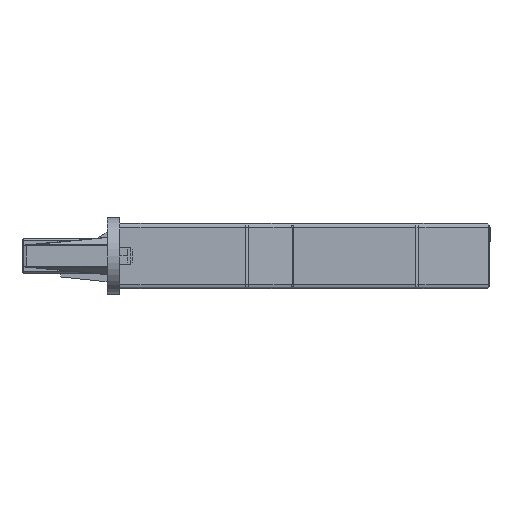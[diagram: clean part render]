
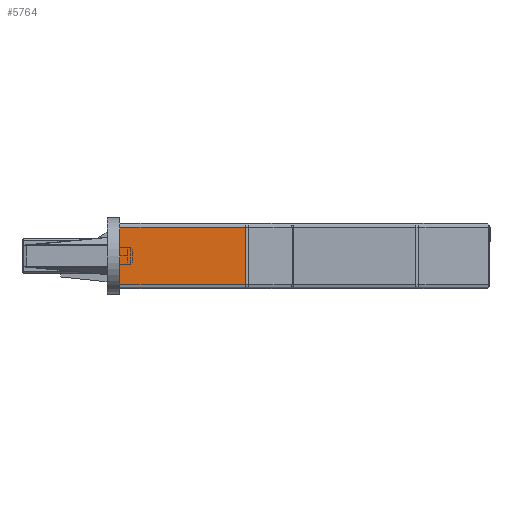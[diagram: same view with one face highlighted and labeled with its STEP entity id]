
A CAD part, front view. The second image highlights one B-rep face of the part: STEP entity #5764.
In plain terms, the highlighted planar face has unit normal (0, -1, 0).
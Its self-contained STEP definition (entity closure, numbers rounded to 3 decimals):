
#324 = VECTOR ( 'NONE', #11754, 1000. ) ;
#435 = LINE ( 'NONE', #12744, #5735 ) ;
#813 = VERTEX_POINT ( 'NONE', #9759 ) ;
#915 = VECTOR ( 'NONE', #15233, 1000. ) ;
#3109 = VECTOR ( 'NONE', #3509, 1000. ) ;
#3509 = DIRECTION ( 'NONE',  ( -1., 0., 0. ) ) ;
#4412 = EDGE_CURVE ( 'NONE', #13093, #4608, #10160, .T. ) ;
#4608 = VERTEX_POINT ( 'NONE', #11249 ) ;
#4758 = LINE ( 'NONE', #16823, #324 ) ;
#5735 = VECTOR ( 'NONE', #9361, 1000. ) ;
#5764 = ADVANCED_FACE ( 'NONE', ( #11105 ), #18207, .F. ) ;
#5765 = ORIENTED_EDGE ( 'NONE', *, *, #6499, .T. ) ;
#6499 = EDGE_CURVE ( 'NONE', #4608, #813, #4758, .T. ) ;
#6726 = EDGE_CURVE ( 'NONE', #16629, #13093, #435, .T. ) ;
#7286 = CARTESIAN_POINT ( 'NONE',  ( -13.5, -33.75, -2.25 ) ) ;
#7317 = ORIENTED_EDGE ( 'NONE', *, *, #4412, .T. ) ;
#9361 = DIRECTION ( 'NONE',  ( 0., 0., -1. ) ) ;
#9602 = CARTESIAN_POINT ( 'NONE',  ( -13.5, -33.75, 11.25 ) ) ;
#9759 = CARTESIAN_POINT ( 'NONE',  ( 16.086, -33.75, 11.25 ) ) ;
#10160 = LINE ( 'NONE', #17026, #915 ) ;
#10871 = ORIENTED_EDGE ( 'NONE', *, *, #6726, .T. ) ;
#11105 = FACE_OUTER_BOUND ( 'NONE', #13578, .T. ) ;
#11249 = CARTESIAN_POINT ( 'NONE',  ( 16.086, -33.75, -2.25 ) ) ;
#11754 = DIRECTION ( 'NONE',  ( 0., 0., 1. ) ) ;
#12580 = DIRECTION ( 'NONE',  ( -1., 0., 0. ) ) ;
#12744 = CARTESIAN_POINT ( 'NONE',  ( -13.5, -33.75, 12.25 ) ) ;
#13093 = VERTEX_POINT ( 'NONE', #7286 ) ;
#13578 = EDGE_LOOP ( 'NONE', ( #5765, #21294, #10871, #7317 ) ) ;
#14715 = CARTESIAN_POINT ( 'NONE',  ( 27.3, -33.75, 12.25 ) ) ;
#15213 = EDGE_CURVE ( 'NONE', #813, #16629, #20541, .T. ) ;
#15233 = DIRECTION ( 'NONE',  ( 1., 0., 0. ) ) ;
#16512 = DIRECTION ( 'NONE',  ( 0., 1., 0. ) ) ;
#16629 = VERTEX_POINT ( 'NONE', #9602 ) ;
#16823 = CARTESIAN_POINT ( 'NONE',  ( 16.086, -33.75, 12.25 ) ) ;
#16837 = CARTESIAN_POINT ( 'NONE',  ( 27.3, -33.75, 11.25 ) ) ;
#17026 = CARTESIAN_POINT ( 'NONE',  ( 27.3, -33.75, -2.25 ) ) ;
#17293 = AXIS2_PLACEMENT_3D ( 'NONE', #14715, #16512, #12580 ) ;
#18207 = PLANE ( 'NONE',  #17293 ) ;
#20541 = LINE ( 'NONE', #16837, #3109 ) ;
#21294 = ORIENTED_EDGE ( 'NONE', *, *, #15213, .T. ) ;
